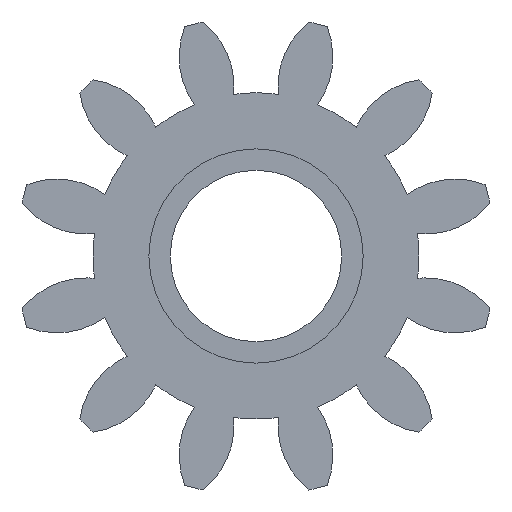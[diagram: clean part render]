
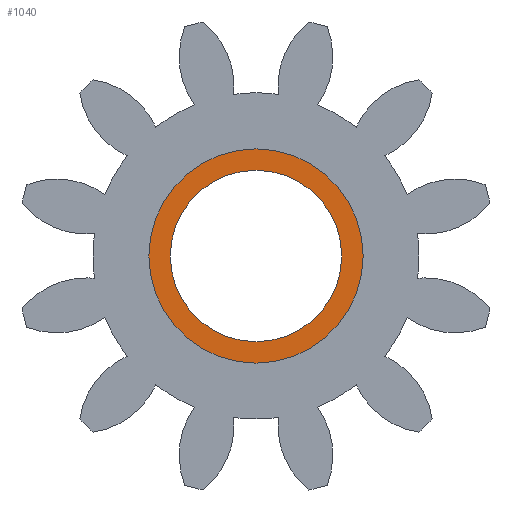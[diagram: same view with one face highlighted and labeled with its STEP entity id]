
A CAD part, left-side view. The second image highlights one B-rep face of the part: STEP entity #1040.
In plain terms, the highlighted planar face has unit normal (-1, 0, 0).
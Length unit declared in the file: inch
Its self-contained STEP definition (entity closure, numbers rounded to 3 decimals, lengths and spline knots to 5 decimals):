
#86 = EDGE_CURVE ( 'NONE', #2066, #1148, #1518, .T. ) ;
#147 = CIRCLE ( 'NONE', #1016, 0.125 ) ;
#208 = VERTEX_POINT ( 'NONE', #221 ) ;
#221 = CARTESIAN_POINT ( 'NONE',  ( -0.031, 0., -0.125 ) ) ;
#286 = PLANE ( 'NONE',  #1369 ) ;
#438 = CIRCLE ( 'NONE', #2151, 0.15625 ) ;
#475 = CARTESIAN_POINT ( 'NONE',  ( -0.031, 0., 0.125 ) ) ;
#494 = DIRECTION ( 'NONE',  ( -1., 0., 0. ) ) ;
#503 = DIRECTION ( 'NONE',  ( -1., 0., 0. ) ) ;
#520 = CIRCLE ( 'NONE', #2132, 0.125 ) ;
#559 = FACE_OUTER_BOUND ( 'NONE', #1269, .T. ) ;
#611 = FACE_BOUND ( 'NONE', #1363, .T. ) ;
#613 = CARTESIAN_POINT ( 'NONE',  ( -0.031, 0., 0. ) ) ;
#674 = DIRECTION ( 'NONE',  ( -1., 0., 0. ) ) ;
#783 = DIRECTION ( 'NONE',  ( 0., 0., 1. ) ) ;
#903 = EDGE_CURVE ( 'NONE', #208, #1262, #147, .T. ) ;
#977 = CARTESIAN_POINT ( 'NONE',  ( -0.031, 0., 0. ) ) ;
#1016 = AXIS2_PLACEMENT_3D ( 'NONE', #977, #2153, #1146 ) ;
#1040 = ADVANCED_FACE ( 'NONE', ( #611, #559 ), #286, .T. ) ;
#1146 = DIRECTION ( 'NONE',  ( 0., 0., 1. ) ) ;
#1148 = VERTEX_POINT ( 'NONE', #1831 ) ;
#1262 = VERTEX_POINT ( 'NONE', #475 ) ;
#1269 = EDGE_LOOP ( 'NONE', ( #1835, #1888 ) ) ;
#1363 = EDGE_LOOP ( 'NONE', ( #1695, #1777 ) ) ;
#1369 = AXIS2_PLACEMENT_3D ( 'NONE', #613, #1818, #783 ) ;
#1507 = CARTESIAN_POINT ( 'NONE',  ( -0.031, 0., 0. ) ) ;
#1516 = CARTESIAN_POINT ( 'NONE',  ( -0.031, 0., 0. ) ) ;
#1518 = CIRCLE ( 'NONE', #2054, 0.15625 ) ;
#1628 = EDGE_CURVE ( 'NONE', #1262, #208, #520, .T. ) ;
#1678 = EDGE_CURVE ( 'NONE', #1148, #2066, #438, .T. ) ;
#1684 = DIRECTION ( 'NONE',  ( 0., 0., 1. ) ) ;
#1695 = ORIENTED_EDGE ( 'NONE', *, *, #1628, .F. ) ;
#1697 = DIRECTION ( 'NONE',  ( 0., 0., 1. ) ) ;
#1714 = CARTESIAN_POINT ( 'NONE',  ( -0.031, 0., 0. ) ) ;
#1777 = ORIENTED_EDGE ( 'NONE', *, *, #903, .F. ) ;
#1818 = DIRECTION ( 'NONE',  ( -1., 0., 0. ) ) ;
#1831 = CARTESIAN_POINT ( 'NONE',  ( -0.031, 0., -0.15625 ) ) ;
#1835 = ORIENTED_EDGE ( 'NONE', *, *, #1678, .T. ) ;
#1886 = DIRECTION ( 'NONE',  ( 0., 0., 1. ) ) ;
#1888 = ORIENTED_EDGE ( 'NONE', *, *, #86, .T. ) ;
#2054 = AXIS2_PLACEMENT_3D ( 'NONE', #1714, #674, #1886 ) ;
#2066 = VERTEX_POINT ( 'NONE', #2074 ) ;
#2074 = CARTESIAN_POINT ( 'NONE',  ( -0.031, 0., 0.15625 ) ) ;
#2132 = AXIS2_PLACEMENT_3D ( 'NONE', #1507, #494, #1684 ) ;
#2151 = AXIS2_PLACEMENT_3D ( 'NONE', #1516, #503, #1697 ) ;
#2153 = DIRECTION ( 'NONE',  ( -1., 0., 0. ) ) ;
